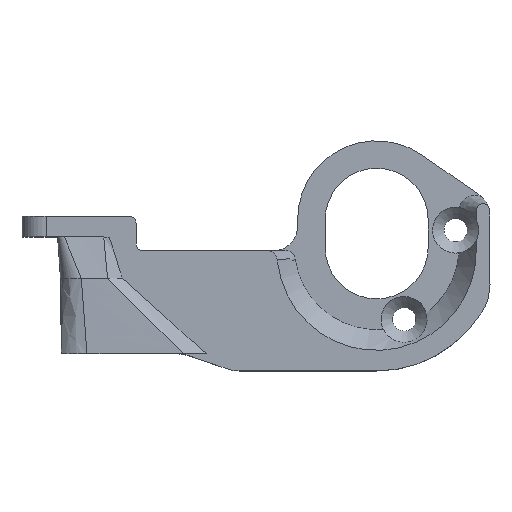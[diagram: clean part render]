
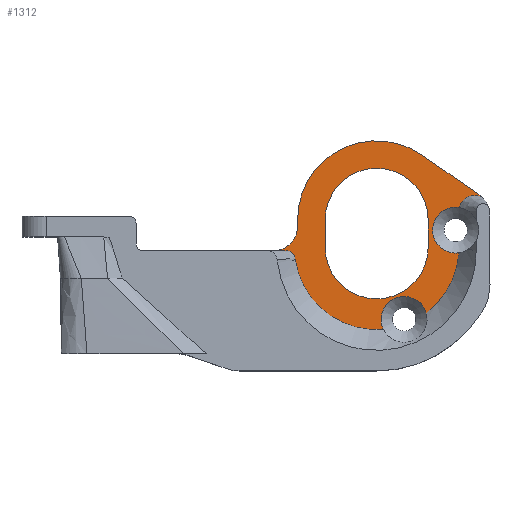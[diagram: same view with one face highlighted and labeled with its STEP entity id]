
A CAD part, top view. The second image highlights one B-rep face of the part: STEP entity #1312.
In plain terms, the highlighted planar face has unit normal (0, 0, 1).
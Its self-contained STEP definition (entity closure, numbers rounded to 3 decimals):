
#383 = VERTEX_POINT('',#384);
#384 = CARTESIAN_POINT('',(6.464,28.68,
    37.));
#409 = EDGE_CURVE('',#410,#383,#412,.T.);
#410 = VERTEX_POINT('',#411);
#411 = CARTESIAN_POINT('',(5.828,29.23,
    37.));
#412 = CIRCLE('',#413,3.877);
#413 = AXIS2_PLACEMENT_3D('',#414,#415,#416);
#414 = CARTESIAN_POINT('',(3.623,26.041,37.
    ));
#415 = DIRECTION('',(0.,0.,-1.));
#416 = DIRECTION('',(1.,0.,0.));
#434 = EDGE_CURVE('',#410,#435,#437,.T.);
#435 = VERTEX_POINT('',#436);
#436 = CARTESIAN_POINT('',(-2.461,34.96,
    37.));
#437 = LINE('',#438,#439);
#438 = CARTESIAN_POINT('',(0.035,33.235,
    37.));
#439 = VECTOR('',#440,1.);
#440 = DIRECTION('',(-0.823,0.569,0.)
  );
#458 = EDGE_CURVE('',#459,#435,#461,.T.);
#459 = VERTEX_POINT('',#460);
#460 = CARTESIAN_POINT('',(-20.5,25.5,
    37.));
#461 = CIRCLE('',#462,11.5);
#462 = AXIS2_PLACEMENT_3D('',#463,#464,#465);
#463 = CARTESIAN_POINT('',(-9.,25.5,
    37.));
#464 = DIRECTION('',(0.,0.,-1.));
#465 = DIRECTION('',(1.,0.,0.));
#483 = VERTEX_POINT('',#484);
#484 = CARTESIAN_POINT('',(-20.5,24.5,
    37.));
#490 = EDGE_CURVE('',#483,#459,#491,.T.);
#491 = LINE('',#492,#493);
#492 = CARTESIAN_POINT('',(-20.5,26.62,
    37.));
#493 = VECTOR('',#494,1.);
#494 = DIRECTION('',(0.,1.,0.));
#507 = VERTEX_POINT('',#508);
#508 = CARTESIAN_POINT('',(-24.,21.,
    37.));
#514 = EDGE_CURVE('',#483,#507,#515,.T.);
#515 = CIRCLE('',#516,3.5);
#516 = AXIS2_PLACEMENT_3D('',#517,#518,#519);
#517 = CARTESIAN_POINT('',(-24.,24.5,
    37.));
#518 = DIRECTION('',(0.,0.,-1.));
#519 = DIRECTION('',(1.,0.,0.));
#1166 = VERTEX_POINT('',#1167);
#1167 = CARTESIAN_POINT('',(-1.5,21.5,
    37.));
#1173 = EDGE_CURVE('',#1166,#1174,#1176,.T.);
#1174 = VERTEX_POINT('',#1175);
#1175 = CARTESIAN_POINT('',(-1.5,25.5,
    37.));
#1176 = LINE('',#1177,#1178);
#1177 = CARTESIAN_POINT('',(-1.5,25.12,
    37.));
#1178 = VECTOR('',#1179,1.);
#1179 = DIRECTION('',(0.,1.,0.));
#1197 = VERTEX_POINT('',#1198);
#1198 = CARTESIAN_POINT('',(-16.5,21.5,
    37.));
#1204 = EDGE_CURVE('',#1166,#1197,#1205,.T.);
#1205 = CIRCLE('',#1206,7.5);
#1206 = AXIS2_PLACEMENT_3D('',#1207,#1208,#1209);
#1207 = CARTESIAN_POINT('',(-9.,21.5,
    37.));
#1208 = DIRECTION('',(0.,0.,-1.));
#1209 = DIRECTION('',(1.,0.,0.));
#1222 = EDGE_CURVE('',#1223,#1174,#1225,.T.);
#1223 = VERTEX_POINT('',#1224);
#1224 = CARTESIAN_POINT('',(-16.5,25.5,
    37.));
#1225 = CIRCLE('',#1226,7.5);
#1226 = AXIS2_PLACEMENT_3D('',#1227,#1228,#1229);
#1227 = CARTESIAN_POINT('',(-9.,25.5,
    37.));
#1228 = DIRECTION('',(0.,0.,-1.));
#1229 = DIRECTION('',(1.,0.,0.));
#1247 = EDGE_CURVE('',#1223,#1197,#1248,.T.);
#1248 = LINE('',#1249,#1250);
#1249 = CARTESIAN_POINT('',(-16.5,27.12,
    37.));
#1250 = VECTOR('',#1251,1.);
#1251 = DIRECTION('',(0.,-1.,0.));
#1312 = ADVANCED_FACE('',(#1313,#1388),#1394,.T.);
#1313 = FACE_BOUND('',#1314,.T.);
#1314 = EDGE_LOOP('',(#1315,#1326,#1334,#1343,#1352,#1361,#1370,#1377,
    #1378,#1379,#1380,#1381,#1382));
#1315 = ORIENTED_EDGE('',*,*,#1316,.F.);
#1316 = EDGE_CURVE('',#1317,#1319,#1321,.T.);
#1317 = VERTEX_POINT('',#1318);
#1318 = CARTESIAN_POINT('',(-20.894,19.895,
    37.));
#1319 = VERTEX_POINT('',#1320);
#1320 = CARTESIAN_POINT('',(-22.179,21.,
    37.));
#1321 = CIRCLE('',#1322,1.3);
#1322 = AXIS2_PLACEMENT_3D('',#1323,#1324,#1325);
#1323 = CARTESIAN_POINT('',(-22.179,19.7,
    37.));
#1324 = DIRECTION('',(0.,0.,1.));
#1325 = DIRECTION('',(1.,0.,0.));
#1326 = ORIENTED_EDGE('',*,*,#1327,.T.);
#1327 = EDGE_CURVE('',#1317,#1328,#1330,.T.);
#1328 = VERTEX_POINT('',#1329);
#1329 = CARTESIAN_POINT('',(-20.864,19.695,
    37.));
#1330 = LINE('',#1331,#1332);
#1331 = CARTESIAN_POINT('',(-20.894,19.895,
    37.));
#1332 = VECTOR('',#1333,1.);
#1333 = DIRECTION('',(0.15,-0.989,0.)
  );
#1334 = ORIENTED_EDGE('',*,*,#1335,.T.);
#1335 = EDGE_CURVE('',#1328,#1336,#1338,.T.);
#1336 = VERTEX_POINT('',#1337);
#1337 = CARTESIAN_POINT('',(-8.015,9.54,
    37.));
#1338 = CIRCLE('',#1339,12.);
#1339 = AXIS2_PLACEMENT_3D('',#1340,#1341,#1342);
#1340 = CARTESIAN_POINT('',(-9.,21.5,
    37.));
#1341 = DIRECTION('',(0.,0.,1.));
#1342 = DIRECTION('',(1.,0.,0.));
#1343 = ORIENTED_EDGE('',*,*,#1344,.F.);
#1344 = EDGE_CURVE('',#1345,#1336,#1347,.T.);
#1345 = VERTEX_POINT('',#1346);
#1346 = CARTESIAN_POINT('',(-1.778,11.917,
    37.));
#1347 = CIRCLE('',#1348,3.35);
#1348 = AXIS2_PLACEMENT_3D('',#1349,#1350,#1351);
#1349 = CARTESIAN_POINT('',(-5.,11.,
    37.));
#1350 = DIRECTION('',(0.,0.,1.));
#1351 = DIRECTION('',(1.,0.,0.));
#1352 = ORIENTED_EDGE('',*,*,#1353,.T.);
#1353 = EDGE_CURVE('',#1345,#1354,#1356,.T.);
#1354 = VERTEX_POINT('',#1355);
#1355 = CARTESIAN_POINT('',(2.972,20.683,
    37.));
#1356 = CIRCLE('',#1357,12.);
#1357 = AXIS2_PLACEMENT_3D('',#1358,#1359,#1360);
#1358 = CARTESIAN_POINT('',(-9.,21.5,
    37.));
#1359 = DIRECTION('',(0.,0.,1.));
#1360 = DIRECTION('',(1.,0.,0.));
#1361 = ORIENTED_EDGE('',*,*,#1362,.F.);
#1362 = EDGE_CURVE('',#1363,#1354,#1365,.T.);
#1363 = VERTEX_POINT('',#1364);
#1364 = CARTESIAN_POINT('',(3.06,27.303,
    37.));
#1365 = CIRCLE('',#1366,3.35);
#1366 = AXIS2_PLACEMENT_3D('',#1367,#1368,#1369);
#1367 = CARTESIAN_POINT('',(2.5,24.,
    37.));
#1368 = DIRECTION('',(0.,0.,1.));
#1369 = DIRECTION('',(1.,0.,0.));
#1370 = ORIENTED_EDGE('',*,*,#1371,.F.);
#1371 = EDGE_CURVE('',#383,#1363,#1372,.T.);
#1372 = CIRCLE('',#1373,2.25);
#1373 = AXIS2_PLACEMENT_3D('',#1374,#1375,#1376);
#1374 = CARTESIAN_POINT('',(5.25,26.785,
    37.));
#1375 = DIRECTION('',(0.,0.,1.));
#1376 = DIRECTION('',(1.,0.,0.));
#1377 = ORIENTED_EDGE('',*,*,#409,.F.);
#1378 = ORIENTED_EDGE('',*,*,#434,.T.);
#1379 = ORIENTED_EDGE('',*,*,#458,.F.);
#1380 = ORIENTED_EDGE('',*,*,#490,.F.);
#1381 = ORIENTED_EDGE('',*,*,#514,.T.);
#1382 = ORIENTED_EDGE('',*,*,#1383,.F.);
#1383 = EDGE_CURVE('',#1319,#507,#1384,.T.);
#1384 = LINE('',#1385,#1386);
#1385 = CARTESIAN_POINT('',(-22.179,21.,
    37.));
#1386 = VECTOR('',#1387,1.);
#1387 = DIRECTION('',(-1.,0.,0.));
#1388 = FACE_BOUND('',#1389,.T.);
#1389 = EDGE_LOOP('',(#1390,#1391,#1392,#1393));
#1390 = ORIENTED_EDGE('',*,*,#1173,.F.);
#1391 = ORIENTED_EDGE('',*,*,#1204,.T.);
#1392 = ORIENTED_EDGE('',*,*,#1247,.F.);
#1393 = ORIENTED_EDGE('',*,*,#1222,.T.);
#1394 = PLANE('',#1395);
#1395 = AXIS2_PLACEMENT_3D('',#1396,#1397,#1398);
#1396 = CARTESIAN_POINT('',(-11.633,28.74,
    37.));
#1397 = DIRECTION('',(0.,0.,1.));
#1398 = DIRECTION('',(1.,0.,0.));
